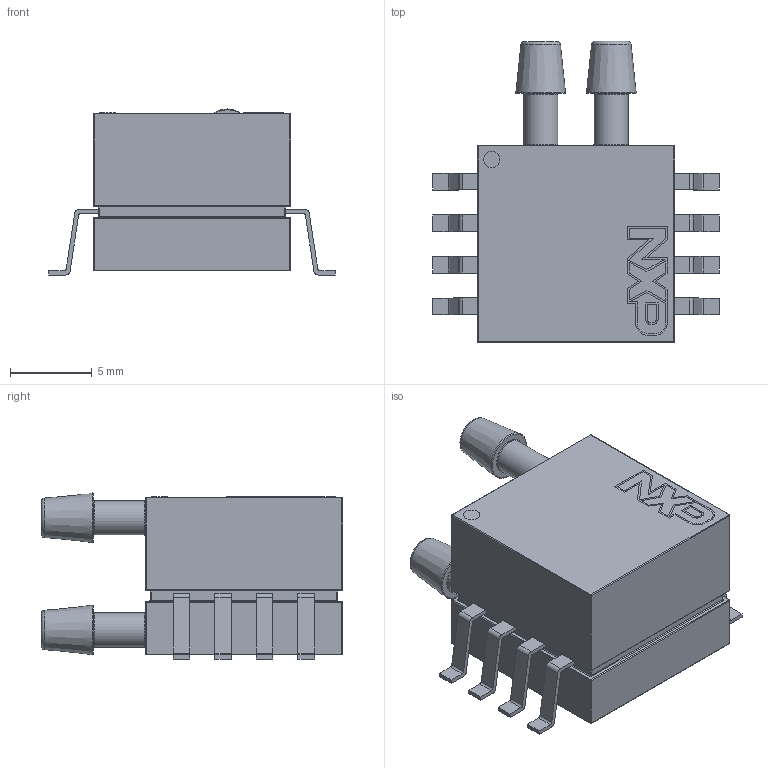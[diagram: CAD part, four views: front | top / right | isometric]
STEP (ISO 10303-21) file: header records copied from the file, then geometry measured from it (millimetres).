
FILE_DESCRIPTION(/* description */ (''),/* implementation_level */ '2;1');
FILE_NAME(/* name */ 'NXP MP3V5004DP - 8-BSOP.stp',/* time_stamp */ '2020-03-17T00:26:44-04:00',/* author */ ('Ricardo'),/* organization */ (''),/* preprocessor_version */ 'ST-DEVELOPER v18',/* originating_system */ 'Autodesk Inventor 2020',/* authorisation */ '');
FILE_SCHEMA (('AUTOMOTIVE_DESIGN { 1 0 10303 214 3 1 1 }'));
Length unit declared in the file: millimetre
Products named in the file (4): NXP MP3V5004DP - 8-BSOP; body; pins; logo
Assembly tree (3 placements, depth 2):
  NXP MP3V5004DP - 8-BSOP
    body
    pins
    logo
Bounding box: 17.53 x 18.41 x 10.15 mm (x, y, z)
Volume: 1451.5 mm3; surface area: 1107.2 mm2
Topology: 12 solids, 12 shells, 282 faces, 704 edges, 454 vertices
Faces by surface type: plane 163, cylinder 81, torus 20, sphere 16, cone 2
Full cylindrical faces by diameter (mm): 1 x1, 1.381 x2, 2.1 x2
Entity records: 8565 total; most frequent: DIRECTION 1510, CARTESIAN_POINT 1447, ORIENTED_EDGE 1408, EDGE_CURVE 704, AXIS2_PLACEMENT_3D 517, LINE 476, VECTOR 476, VERTEX_POINT 454
